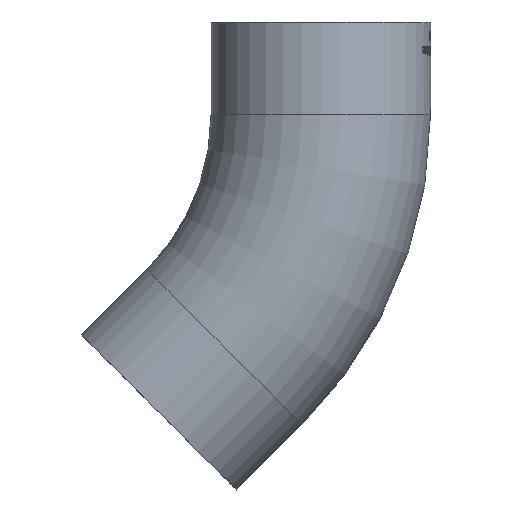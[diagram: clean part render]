
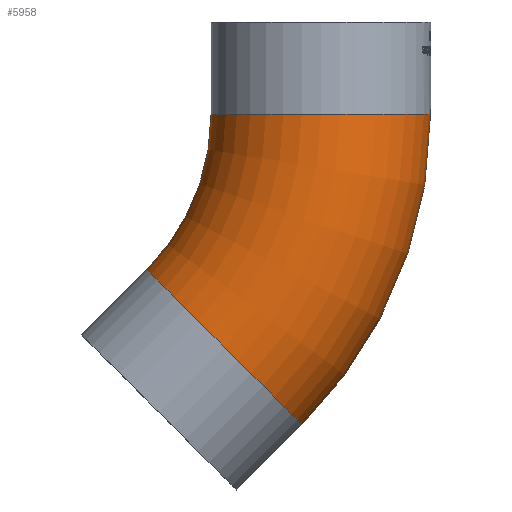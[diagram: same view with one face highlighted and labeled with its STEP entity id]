
A CAD part, front view. The second image highlights one B-rep face of the part: STEP entity #5958.
In plain terms, the highlighted toroidal (fillet/blend) face has major radius 228.6 mm and minor radius 76.2 mm.
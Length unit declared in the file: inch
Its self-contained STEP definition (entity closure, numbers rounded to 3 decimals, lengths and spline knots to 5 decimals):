
#14=TOROIDAL_SURFACE('',#6246,9.,3.);
#76=FACE_BOUND('',#1427,.T.);
#1060=FACE_OUTER_BOUND('',#1426,.T.);
#1426=EDGE_LOOP('',(#5573));
#1427=EDGE_LOOP('',(#5574));
#1534=CIRCLE('',#6225,3.);
#1541=CIRCLE('',#6243,3.);
#2906=VERTEX_POINT('',#13484);
#2913=VERTEX_POINT('',#13509);
#3793=EDGE_CURVE('',#2906,#2906,#1534,.T.);
#3800=EDGE_CURVE('',#2913,#2913,#1541,.T.);
#5573=ORIENTED_EDGE('',*,*,#3800,.T.);
#5574=ORIENTED_EDGE('',*,*,#3793,.T.);
#5958=ADVANCED_FACE('',(#1060,#76),#14,.T.);
#6225=AXIS2_PLACEMENT_3D('',#13485,#7164,#7165);
#6243=AXIS2_PLACEMENT_3D('',#13510,#7200,#7201);
#6246=AXIS2_PLACEMENT_3D('',#13513,#7206,#7207);
#7164=DIRECTION('center_axis',(0.,0.,-1.));
#7165=DIRECTION('ref_axis',(-1.,0.,0.));
#7200=DIRECTION('center_axis',(0.707,0.,0.707));
#7201=DIRECTION('ref_axis',(-0.707,0.,0.707));
#7206=DIRECTION('center_axis',(0.,1.,0.));
#7207=DIRECTION('ref_axis',(0.,0.,1.));
#13484=CARTESIAN_POINT('',(3.,0.,0.));
#13485=CARTESIAN_POINT('Origin',(0.,0.,0.));
#13509=CARTESIAN_POINT('',(-2.63604,-3.,-6.36396));
#13510=CARTESIAN_POINT('Origin',(-2.63604,0.,-6.36396));
#13513=CARTESIAN_POINT('Origin',(-9.,0.,0.));
